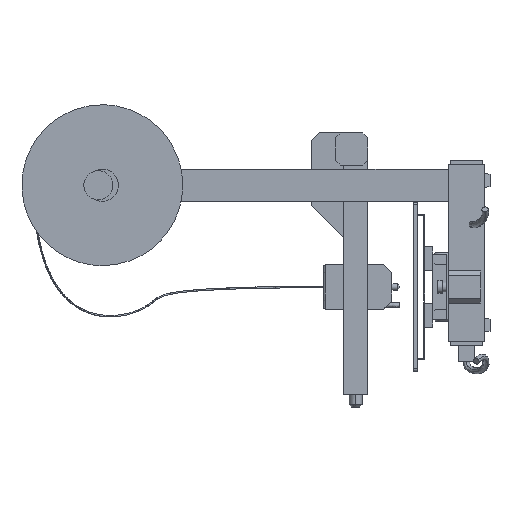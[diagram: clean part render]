
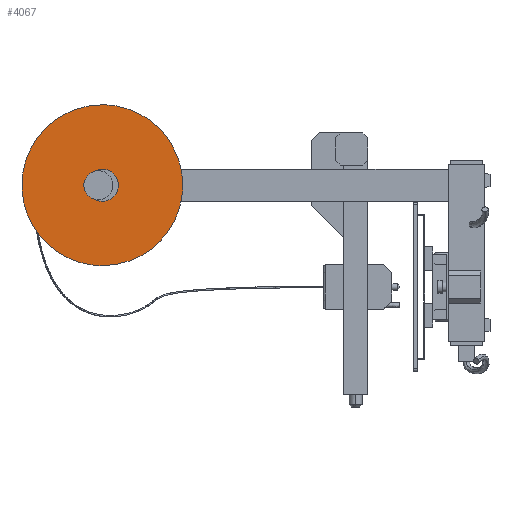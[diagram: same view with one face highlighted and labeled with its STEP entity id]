
A CAD part, left-side view. The second image highlights one B-rep face of the part: STEP entity #4067.
In plain terms, the highlighted free-form (B-spline) face has degree [1, 1] with [2, 2] control points.
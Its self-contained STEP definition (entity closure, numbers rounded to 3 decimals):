
#3896 = VERTEX_POINT('',#3897);
#3897 = CARTESIAN_POINT('',(-232.357,610.332,
    81.04));
#3915 = VERTEX_POINT('',#3916);
#3916 = CARTESIAN_POINT('',(-232.357,610.332,
    131.69));
#3921 = EDGE_CURVE('',#3896,#3915,#3922,.T.);
#3922 = ( BOUNDED_CURVE() B_SPLINE_CURVE(2,(#3923,#3924,#3925,#3926,
#3927),.UNSPECIFIED.,.F.,.F.) B_SPLINE_CURVE_WITH_KNOTS((3,2,3),(
    3.142,4.712,6.283),
.PIECEWISE_BEZIER_KNOTS.) CURVE() GEOMETRIC_REPRESENTATION_ITEM() 
RATIONAL_B_SPLINE_CURVE((1.,0.707,1.,0.707,1.)) 
REPRESENTATION_ITEM('') );
#3923 = CARTESIAN_POINT('',(-232.357,610.332,
    81.04));
#3924 = CARTESIAN_POINT('',(-232.357,585.007,
    81.04));
#3925 = CARTESIAN_POINT('',(-232.357,585.007,
    106.365));
#3926 = CARTESIAN_POINT('',(-232.357,585.007,
    131.69));
#3927 = CARTESIAN_POINT('',(-232.357,610.332,
    131.69));
#3943 = EDGE_CURVE('',#3944,#3946,#3948,.T.);
#3944 = VERTEX_POINT('',#3945);
#3945 = CARTESIAN_POINT('',(-232.357,610.332,
    232.99));
#3946 = VERTEX_POINT('',#3947);
#3947 = CARTESIAN_POINT('',(-232.357,610.332,
    -20.26));
#3948 = ( BOUNDED_CURVE() B_SPLINE_CURVE(2,(#3949,#3950,#3951,#3952,
#3953),.UNSPECIFIED.,.F.,.F.) B_SPLINE_CURVE_WITH_KNOTS((3,2,3),(0.,
1.571,3.142),.PIECEWISE_BEZIER_KNOTS.) CURVE() 
GEOMETRIC_REPRESENTATION_ITEM() RATIONAL_B_SPLINE_CURVE((1.,
0.707,1.,0.707,1.)) REPRESENTATION_ITEM('') );
#3949 = CARTESIAN_POINT('',(-232.357,610.332,
    232.99));
#3950 = CARTESIAN_POINT('',(-232.357,736.957,
    232.99));
#3951 = CARTESIAN_POINT('',(-232.357,736.957,
    106.365));
#3952 = CARTESIAN_POINT('',(-232.357,736.957,
    -20.26));
#3953 = CARTESIAN_POINT('',(-232.357,610.332,
    -20.26));
#4067 = ADVANCED_FACE('',(#4068,#4079),#4090,.T.);
#4068 = FACE_BOUND('',#4069,.T.);
#4069 = EDGE_LOOP('',(#4070,#4078));
#4070 = ORIENTED_EDGE('',*,*,#4071,.T.);
#4071 = EDGE_CURVE('',#3946,#3944,#4072,.T.);
#4072 = ( BOUNDED_CURVE() B_SPLINE_CURVE(2,(#4073,#4074,#4075,#4076,
#4077),.UNSPECIFIED.,.F.,.F.) B_SPLINE_CURVE_WITH_KNOTS((3,2,3),(
    3.142,4.712,6.283),
.PIECEWISE_BEZIER_KNOTS.) CURVE() GEOMETRIC_REPRESENTATION_ITEM() 
RATIONAL_B_SPLINE_CURVE((1.,0.707,1.,0.707,1.)) 
REPRESENTATION_ITEM('') );
#4073 = CARTESIAN_POINT('',(-232.357,610.332,
    -20.26));
#4074 = CARTESIAN_POINT('',(-232.357,483.707,
    -20.26));
#4075 = CARTESIAN_POINT('',(-232.357,483.707,
    106.365));
#4076 = CARTESIAN_POINT('',(-232.357,483.707,
    232.99));
#4077 = CARTESIAN_POINT('',(-232.357,610.332,
    232.99));
#4078 = ORIENTED_EDGE('',*,*,#3943,.T.);
#4079 = FACE_BOUND('',#4080,.T.);
#4080 = EDGE_LOOP('',(#4081,#4082));
#4081 = ORIENTED_EDGE('',*,*,#3921,.F.);
#4082 = ORIENTED_EDGE('',*,*,#4083,.F.);
#4083 = EDGE_CURVE('',#3915,#3896,#4084,.T.);
#4084 = ( BOUNDED_CURVE() B_SPLINE_CURVE(2,(#4085,#4086,#4087,#4088,
#4089),.UNSPECIFIED.,.F.,.F.) B_SPLINE_CURVE_WITH_KNOTS((3,2,3),(0.,
1.571,3.142),.PIECEWISE_BEZIER_KNOTS.) CURVE() 
GEOMETRIC_REPRESENTATION_ITEM() RATIONAL_B_SPLINE_CURVE((1.,
0.707,1.,0.707,1.)) REPRESENTATION_ITEM('') );
#4085 = CARTESIAN_POINT('',(-232.357,610.332,
    131.69));
#4086 = CARTESIAN_POINT('',(-232.357,635.657,
    131.69));
#4087 = CARTESIAN_POINT('',(-232.357,635.657,
    106.365));
#4088 = CARTESIAN_POINT('',(-232.357,635.657,
    81.04));
#4089 = CARTESIAN_POINT('',(-232.357,610.332,
    81.04));
#4090 = B_SPLINE_SURFACE_WITH_KNOTS('',1,1,(
    (#4091,#4092)
    ,(#4093,#4094
    )),.UNSPECIFIED.,.F.,.F.,.F.,(2,2),(2,2),(-100.,100.),(-100.,100.),
  .PIECEWISE_BEZIER_KNOTS.);
#4091 = CARTESIAN_POINT('',(-232.357,483.707,
    -20.26));
#4092 = CARTESIAN_POINT('',(-232.357,736.957,
    -20.26));
#4093 = CARTESIAN_POINT('',(-232.357,483.707,
    232.99));
#4094 = CARTESIAN_POINT('',(-232.357,736.957,
    232.99));
